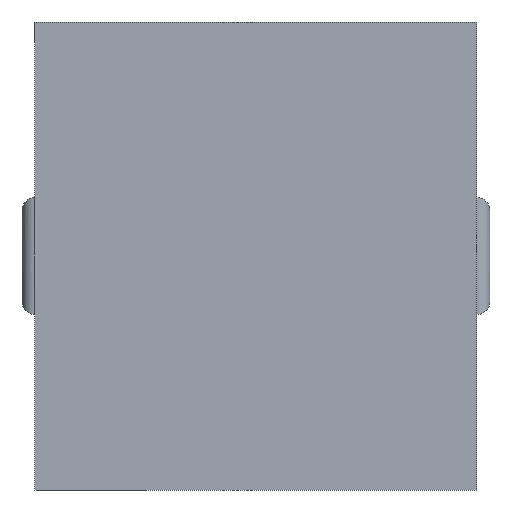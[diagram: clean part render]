
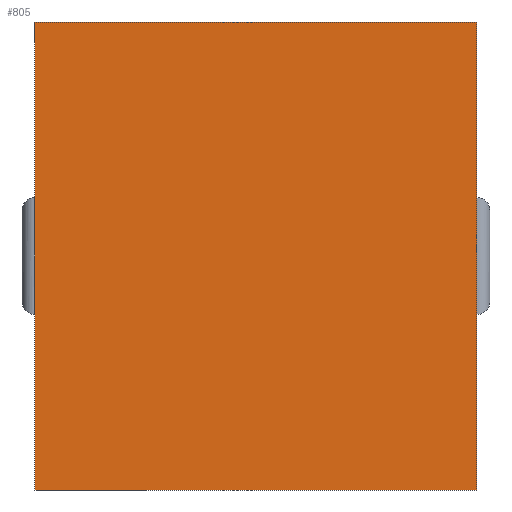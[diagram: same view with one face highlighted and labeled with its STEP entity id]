
A CAD part, front view. The second image highlights one B-rep face of the part: STEP entity #805.
In plain terms, the highlighted planar face has unit normal (0, -1, 0).
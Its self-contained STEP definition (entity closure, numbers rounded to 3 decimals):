
#181 = EDGE_CURVE ( 'NONE', #1575, #1667, #1273, .T. ) ;
#188 = CARTESIAN_POINT ( 'NONE',  ( 0., 0., 5.4 ) ) ;
#279 = DIRECTION ( 'NONE',  ( 1., 0., 0. ) ) ;
#414 = CARTESIAN_POINT ( 'NONE',  ( 0., 0., 5.4 ) ) ;
#452 = AXIS2_PLACEMENT_3D ( 'NONE', #2885, #2618, #1333 ) ;
#615 = EDGE_CURVE ( 'NONE', #3008, #1170, #1803, .T. ) ;
#652 = CARTESIAN_POINT ( 'NONE',  ( 5.1, 0., 0. ) ) ;
#724 = CARTESIAN_POINT ( 'NONE',  ( 5.1, 0., 5.4 ) ) ;
#739 = EDGE_CURVE ( 'NONE', #1170, #1667, #3027, .T. ) ;
#778 = CARTESIAN_POINT ( 'NONE',  ( 0., 0., 5.4 ) ) ;
#805 = ADVANCED_FACE ( 'NONE', ( #2080 ), #2399, .F. ) ;
#1114 = VECTOR ( 'NONE', #3031, 1000. ) ;
#1170 = VERTEX_POINT ( 'NONE', #3283 ) ;
#1273 = LINE ( 'NONE', #2289, #2224 ) ;
#1333 = DIRECTION ( 'NONE',  ( 0., 0., 1. ) ) ;
#1380 = EDGE_CURVE ( 'NONE', #3008, #1575, #2498, .T. ) ;
#1410 = EDGE_LOOP ( 'NONE', ( #1524, #2899, #1530, #3377 ) ) ;
#1524 = ORIENTED_EDGE ( 'NONE', *, *, #181, .T. ) ;
#1530 = ORIENTED_EDGE ( 'NONE', *, *, #615, .F. ) ;
#1575 = VERTEX_POINT ( 'NONE', #1921 ) ;
#1667 = VERTEX_POINT ( 'NONE', #652 ) ;
#1803 = LINE ( 'NONE', #414, #1114 ) ;
#1921 = CARTESIAN_POINT ( 'NONE',  ( 0., 0., 0. ) ) ;
#2080 = FACE_OUTER_BOUND ( 'NONE', #1410, .T. ) ;
#2224 = VECTOR ( 'NONE', #279, 1000. ) ;
#2289 = CARTESIAN_POINT ( 'NONE',  ( 0., 0., 0. ) ) ;
#2377 = VECTOR ( 'NONE', #2626, 1000. ) ;
#2399 = PLANE ( 'NONE',  #452 ) ;
#2498 = LINE ( 'NONE', #778, #2377 ) ;
#2557 = DIRECTION ( 'NONE',  ( 0., 0., -1. ) ) ;
#2618 = DIRECTION ( 'NONE',  ( 0., 1., 0. ) ) ;
#2626 = DIRECTION ( 'NONE',  ( 0., 0., -1. ) ) ;
#2828 = VECTOR ( 'NONE', #2557, 1000. ) ;
#2885 = CARTESIAN_POINT ( 'NONE',  ( 0., 0., 5.4 ) ) ;
#2899 = ORIENTED_EDGE ( 'NONE', *, *, #739, .F. ) ;
#3008 = VERTEX_POINT ( 'NONE', #188 ) ;
#3027 = LINE ( 'NONE', #724, #2828 ) ;
#3031 = DIRECTION ( 'NONE',  ( 1., 0., 0. ) ) ;
#3283 = CARTESIAN_POINT ( 'NONE',  ( 5.1, 0., 5.4 ) ) ;
#3377 = ORIENTED_EDGE ( 'NONE', *, *, #1380, .T. ) ;
